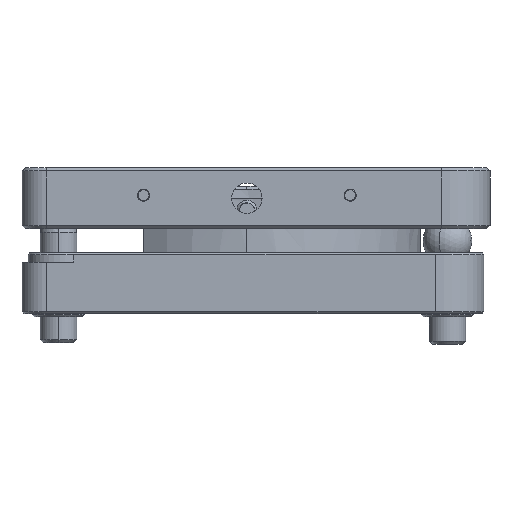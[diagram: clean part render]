
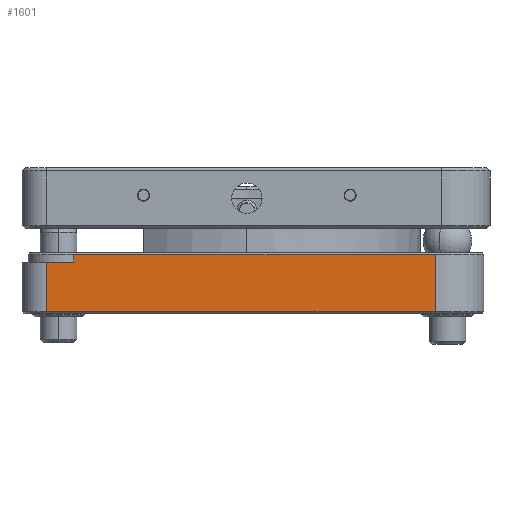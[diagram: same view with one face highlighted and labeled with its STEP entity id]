
A CAD part, front view. The second image highlights one B-rep face of the part: STEP entity #1601.
In plain terms, the highlighted planar face has unit normal (0, -1, 0).
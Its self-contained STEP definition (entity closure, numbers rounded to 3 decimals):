
#289 = DIRECTION ( 'NONE',  ( 0., 0., 1. ) ) ;
#866 = CARTESIAN_POINT ( 'NONE',  ( -28.5, -39., -20.3 ) ) ;
#1076 = LINE ( 'NONE', #6436, #7189 ) ;
#1536 = LINE ( 'NONE', #8138, #13738 ) ;
#1601 = ADVANCED_FACE ( 'NONE', ( #8574 ), #2021, .F. ) ;
#2021 = PLANE ( 'NONE',  #8066 ) ;
#2050 = EDGE_CURVE ( 'NONE', #8133, #14207, #12199, .T. ) ;
#2260 = VECTOR ( 'NONE', #8723, 1000. ) ;
#2311 = ORIENTED_EDGE ( 'NONE', *, *, #13683, .T. ) ;
#2756 = EDGE_CURVE ( 'NONE', #4521, #12376, #1536, .T. ) ;
#2862 = ORIENTED_EDGE ( 'NONE', *, *, #11622, .T. ) ;
#2940 = CARTESIAN_POINT ( 'NONE',  ( 31., -39., -29.7 ) ) ;
#3391 = ORIENTED_EDGE ( 'NONE', *, *, #2050, .F. ) ;
#3545 = ORIENTED_EDGE ( 'NONE', *, *, #5300, .T. ) ;
#4365 = VECTOR ( 'NONE', #4484, 1000. ) ;
#4484 = DIRECTION ( 'NONE',  ( 1., 0., 0. ) ) ;
#4521 = VERTEX_POINT ( 'NONE', #2940 ) ;
#4794 = VECTOR ( 'NONE', #10669, 1000. ) ;
#4875 = LINE ( 'NONE', #866, #2260 ) ;
#5300 = EDGE_CURVE ( 'NONE', #8133, #9178, #8642, .T. ) ;
#5432 = CARTESIAN_POINT ( 'NONE',  ( -39., -39., -20. ) ) ;
#5436 = LINE ( 'NONE', #5774, #4365 ) ;
#5774 = CARTESIAN_POINT ( 'NONE',  ( -39., -39., -29.7 ) ) ;
#6206 = CARTESIAN_POINT ( 'NONE',  ( -28.5, -39., -20.3 ) ) ;
#6436 = CARTESIAN_POINT ( 'NONE',  ( -33., -39., -20. ) ) ;
#6569 = DIRECTION ( 'NONE',  ( -1., 0., 0. ) ) ;
#7189 = VECTOR ( 'NONE', #13264, 1000. ) ;
#7283 = CARTESIAN_POINT ( 'NONE',  ( -33., -39., -21.5 ) ) ;
#7408 = CARTESIAN_POINT ( 'NONE',  ( -28.5, -39., -21.5 ) ) ;
#8066 = AXIS2_PLACEMENT_3D ( 'NONE', #5432, #11079, #6569 ) ;
#8133 = VERTEX_POINT ( 'NONE', #7408 ) ;
#8138 = CARTESIAN_POINT ( 'NONE',  ( 31., -39., -20. ) ) ;
#8142 = CARTESIAN_POINT ( 'NONE',  ( 0., -39., -21.5 ) ) ;
#8182 = VECTOR ( 'NONE', #13867, 1000. ) ;
#8574 = FACE_OUTER_BOUND ( 'NONE', #10750, .T. ) ;
#8642 = LINE ( 'NONE', #8142, #4794 ) ;
#8723 = DIRECTION ( 'NONE',  ( -1., 0., 0. ) ) ;
#9178 = VERTEX_POINT ( 'NONE', #7283 ) ;
#9395 = CARTESIAN_POINT ( 'NONE',  ( -28.5, -39., -21.5 ) ) ;
#9397 = CARTESIAN_POINT ( 'NONE',  ( -33., -39., -29.7 ) ) ;
#10534 = ORIENTED_EDGE ( 'NONE', *, *, #2756, .T. ) ;
#10669 = DIRECTION ( 'NONE',  ( -1., 0., 0. ) ) ;
#10750 = EDGE_LOOP ( 'NONE', ( #10534, #2311, #3391, #3545, #2862, #10963 ) ) ;
#10963 = ORIENTED_EDGE ( 'NONE', *, *, #12822, .T. ) ;
#11079 = DIRECTION ( 'NONE',  ( 0., 1., 0. ) ) ;
#11622 = EDGE_CURVE ( 'NONE', #9178, #11906, #1076, .T. ) ;
#11906 = VERTEX_POINT ( 'NONE', #9397 ) ;
#12199 = LINE ( 'NONE', #9395, #8182 ) ;
#12376 = VERTEX_POINT ( 'NONE', #12532 ) ;
#12532 = CARTESIAN_POINT ( 'NONE',  ( 31., -39., -20.3 ) ) ;
#12822 = EDGE_CURVE ( 'NONE', #11906, #4521, #5436, .T. ) ;
#13264 = DIRECTION ( 'NONE',  ( 0., 0., -1. ) ) ;
#13683 = EDGE_CURVE ( 'NONE', #12376, #14207, #4875, .T. ) ;
#13738 = VECTOR ( 'NONE', #289, 1000. ) ;
#13867 = DIRECTION ( 'NONE',  ( 0., 0., 1. ) ) ;
#14207 = VERTEX_POINT ( 'NONE', #6206 ) ;
